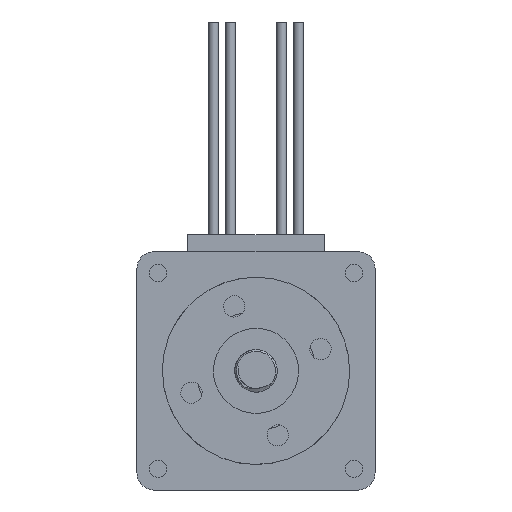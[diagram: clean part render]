
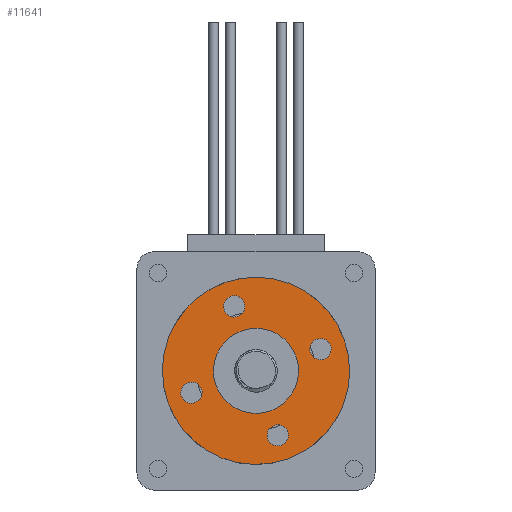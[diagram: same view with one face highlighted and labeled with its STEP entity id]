
A CAD part, front view. The second image highlights one B-rep face of the part: STEP entity #11641.
In plain terms, the highlighted face is planar.
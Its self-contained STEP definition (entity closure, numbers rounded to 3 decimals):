
#90 = EDGE_CURVE ( 'NONE', #6790, #7041, #834, .T. ) ;
#97 = VERTEX_POINT ( 'NONE', #1189 ) ;
#119 = EDGE_LOOP ( 'NONE', ( #18115, #3245 ) ) ;
#233 = AXIS2_PLACEMENT_3D ( 'NONE', #1644, #12055, #18814 ) ;
#427 = DIRECTION ( 'NONE',  ( 0., 0., 1. ) ) ;
#449 = CARTESIAN_POINT ( 'NONE',  ( 0., 3.5, 5. ) ) ;
#486 = CIRCLE ( 'NONE', #6184, 1.25 ) ;
#548 = PLANE ( 'NONE',  #5658 ) ;
#620 = EDGE_CURVE ( 'NONE', #19679, #17335, #12137, .T. ) ;
#631 = AXIS2_PLACEMENT_3D ( 'NONE', #15653, #3680, #10443 ) ;
#634 = DIRECTION ( 'NONE',  ( 0., 0., 1. ) ) ;
#834 = CIRCLE ( 'NONE', #13606, 1.25 ) ;
#891 = FACE_OUTER_BOUND ( 'NONE', #17508, .T. ) ;
#1189 = CARTESIAN_POINT ( 'NONE',  ( 0., 3.5, -11. ) ) ;
#1207 = CARTESIAN_POINT ( 'NONE',  ( 0., 3.5, -8. ) ) ;
#1220 = DIRECTION ( 'NONE',  ( 0., 0., 1. ) ) ;
#1302 = AXIS2_PLACEMENT_3D ( 'NONE', #21043, #2079, #634 ) ;
#1406 = DIRECTION ( 'NONE',  ( 0., 0., 1. ) ) ;
#1644 = CARTESIAN_POINT ( 'NONE',  ( 0., 3.5, 0. ) ) ;
#1656 = DIRECTION ( 'NONE',  ( 0., 0., 1. ) ) ;
#1698 = CARTESIAN_POINT ( 'NONE',  ( 0., 3.5, -6.75 ) ) ;
#1795 = CARTESIAN_POINT ( 'NONE',  ( 0., 3.5, -5. ) ) ;
#2079 = DIRECTION ( 'NONE',  ( 0., 1., 0. ) ) ;
#2436 = CARTESIAN_POINT ( 'NONE',  ( 0., 3.5, -8. ) ) ;
#2531 = DIRECTION ( 'NONE',  ( 0., 0., 1. ) ) ;
#2548 = DIRECTION ( 'NONE',  ( 0., 1., 0. ) ) ;
#2586 = VERTEX_POINT ( 'NONE', #9464 ) ;
#2812 = CARTESIAN_POINT ( 'NONE',  ( -8., 3.5, -1.25 ) ) ;
#2956 = DIRECTION ( 'NONE',  ( 0., 1., 0. ) ) ;
#3223 = CARTESIAN_POINT ( 'NONE',  ( 0., 3.5, 11. ) ) ;
#3245 = ORIENTED_EDGE ( 'NONE', *, *, #90, .F. ) ;
#3440 = CIRCLE ( 'NONE', #16551, 1.25 ) ;
#3680 = DIRECTION ( 'NONE',  ( 0., 1., 0. ) ) ;
#4222 = FACE_BOUND ( 'NONE', #119, .T. ) ;
#4589 = ORIENTED_EDGE ( 'NONE', *, *, #4745, .F. ) ;
#4745 = EDGE_CURVE ( 'NONE', #2586, #20886, #19842, .T. ) ;
#5082 = DIRECTION ( 'NONE',  ( 0., 1., 0. ) ) ;
#5171 = CARTESIAN_POINT ( 'NONE',  ( -8., 3.5, 0. ) ) ;
#5441 = DIRECTION ( 'NONE',  ( 0., 1., 0. ) ) ;
#5658 = AXIS2_PLACEMENT_3D ( 'NONE', #19515, #17752, #17640 ) ;
#5792 = FACE_BOUND ( 'NONE', #11271, .T. ) ;
#6109 = DIRECTION ( 'NONE',  ( 0., 0., 1. ) ) ;
#6184 = AXIS2_PLACEMENT_3D ( 'NONE', #9318, #21504, #1220 ) ;
#6365 = VERTEX_POINT ( 'NONE', #3223 ) ;
#6790 = VERTEX_POINT ( 'NONE', #12250 ) ;
#7041 = VERTEX_POINT ( 'NONE', #16023 ) ;
#7423 = EDGE_LOOP ( 'NONE', ( #19237, #14488 ) ) ;
#7447 = EDGE_CURVE ( 'NONE', #8341, #13158, #9176, .T. ) ;
#7646 = DIRECTION ( 'NONE',  ( 0., 1., 0. ) ) ;
#8019 = ORIENTED_EDGE ( 'NONE', *, *, #620, .F. ) ;
#8328 = CARTESIAN_POINT ( 'NONE',  ( 8., 3.5, 1.25 ) ) ;
#8341 = VERTEX_POINT ( 'NONE', #18479 ) ;
#8533 = ORIENTED_EDGE ( 'NONE', *, *, #21913, .T. ) ;
#8952 = AXIS2_PLACEMENT_3D ( 'NONE', #5171, #16692, #19924 ) ;
#8967 = AXIS2_PLACEMENT_3D ( 'NONE', #20162, #5082, #16604 ) ;
#9176 = CIRCLE ( 'NONE', #14819, 1.25 ) ;
#9318 = CARTESIAN_POINT ( 'NONE',  ( 8., 3.5, 0. ) ) ;
#9332 = CIRCLE ( 'NONE', #14983, 5. ) ;
#9464 = CARTESIAN_POINT ( 'NONE',  ( 0., 3.5, -9.25 ) ) ;
#10443 = DIRECTION ( 'NONE',  ( 0., 0., 1. ) ) ;
#10860 = FACE_BOUND ( 'NONE', #16012, .T. ) ;
#11271 = EDGE_LOOP ( 'NONE', ( #20771, #4589 ) ) ;
#11341 = VERTEX_POINT ( 'NONE', #1795 ) ;
#11641 = ADVANCED_FACE ( 'NONE', ( #5792, #20966, #4222, #10860, #21184, #891 ), #548, .T. ) ;
#12052 = ORIENTED_EDGE ( 'NONE', *, *, #17802, .T. ) ;
#12055 = DIRECTION ( 'NONE',  ( 0., 1., 0. ) ) ;
#12137 = CIRCLE ( 'NONE', #8952, 1.25 ) ;
#12250 = CARTESIAN_POINT ( 'NONE',  ( 0., 3.5, 6.75 ) ) ;
#12322 = AXIS2_PLACEMENT_3D ( 'NONE', #1207, #2548, #6109 ) ;
#12666 = DIRECTION ( 'NONE',  ( 0., 1., 0. ) ) ;
#13158 = VERTEX_POINT ( 'NONE', #8328 ) ;
#13450 = ORIENTED_EDGE ( 'NONE', *, *, #18812, .F. ) ;
#13552 = EDGE_CURVE ( 'NONE', #21044, #11341, #9332, .T. ) ;
#13606 = AXIS2_PLACEMENT_3D ( 'NONE', #16601, #2956, #1406 ) ;
#13822 = EDGE_CURVE ( 'NONE', #7041, #6790, #19234, .T. ) ;
#13926 = CARTESIAN_POINT ( 'NONE',  ( -8., 3.5, 1.25 ) ) ;
#14488 = ORIENTED_EDGE ( 'NONE', *, *, #7447, .F. ) ;
#14521 = EDGE_CURVE ( 'NONE', #13158, #8341, #486, .T. ) ;
#14801 = CIRCLE ( 'NONE', #12322, 1.25 ) ;
#14819 = AXIS2_PLACEMENT_3D ( 'NONE', #15884, #12666, #20759 ) ;
#14983 = AXIS2_PLACEMENT_3D ( 'NONE', #17613, #7646, #2531 ) ;
#15467 = CIRCLE ( 'NONE', #1302, 5. ) ;
#15653 = CARTESIAN_POINT ( 'NONE',  ( 0., 3.5, 0. ) ) ;
#15884 = CARTESIAN_POINT ( 'NONE',  ( 8., 3.5, 0. ) ) ;
#16012 = EDGE_LOOP ( 'NONE', ( #8019, #13450 ) ) ;
#16023 = CARTESIAN_POINT ( 'NONE',  ( 0., 3.5, 9.25 ) ) ;
#16551 = AXIS2_PLACEMENT_3D ( 'NONE', #17052, #18508, #1656 ) ;
#16601 = CARTESIAN_POINT ( 'NONE',  ( 0., 3.5, 8. ) ) ;
#16604 = DIRECTION ( 'NONE',  ( 0., 0., 1. ) ) ;
#16692 = DIRECTION ( 'NONE',  ( 0., 1., 0. ) ) ;
#17052 = CARTESIAN_POINT ( 'NONE',  ( -8., 3.5, 0. ) ) ;
#17241 = CIRCLE ( 'NONE', #233, 11. ) ;
#17335 = VERTEX_POINT ( 'NONE', #2812 ) ;
#17508 = EDGE_LOOP ( 'NONE', ( #12052, #8533 ) ) ;
#17613 = CARTESIAN_POINT ( 'NONE',  ( 0., 3.5, 0. ) ) ;
#17640 = DIRECTION ( 'NONE',  ( 0., 0., 1. ) ) ;
#17752 = DIRECTION ( 'NONE',  ( 0., 1., 0. ) ) ;
#17802 = EDGE_CURVE ( 'NONE', #97, #6365, #21524, .T. ) ;
#18115 = ORIENTED_EDGE ( 'NONE', *, *, #13822, .F. ) ;
#18137 = EDGE_CURVE ( 'NONE', #20886, #2586, #14801, .T. ) ;
#18479 = CARTESIAN_POINT ( 'NONE',  ( 8., 3.5, -1.25 ) ) ;
#18508 = DIRECTION ( 'NONE',  ( 0., 1., 0. ) ) ;
#18812 = EDGE_CURVE ( 'NONE', #17335, #19679, #3440, .T. ) ;
#18814 = DIRECTION ( 'NONE',  ( 0., 0., 1. ) ) ;
#18831 = ORIENTED_EDGE ( 'NONE', *, *, #13552, .F. ) ;
#19098 = EDGE_CURVE ( 'NONE', #11341, #21044, #15467, .T. ) ;
#19234 = CIRCLE ( 'NONE', #8967, 1.25 ) ;
#19237 = ORIENTED_EDGE ( 'NONE', *, *, #14521, .F. ) ;
#19467 = ORIENTED_EDGE ( 'NONE', *, *, #19098, .F. ) ;
#19479 = AXIS2_PLACEMENT_3D ( 'NONE', #2436, #5441, #427 ) ;
#19515 = CARTESIAN_POINT ( 'NONE',  ( 0., 3.5, 0. ) ) ;
#19679 = VERTEX_POINT ( 'NONE', #13926 ) ;
#19842 = CIRCLE ( 'NONE', #19479, 1.25 ) ;
#19924 = DIRECTION ( 'NONE',  ( 0., 0., 1. ) ) ;
#20162 = CARTESIAN_POINT ( 'NONE',  ( 0., 3.5, 8. ) ) ;
#20745 = EDGE_LOOP ( 'NONE', ( #19467, #18831 ) ) ;
#20759 = DIRECTION ( 'NONE',  ( 0., 0., 1. ) ) ;
#20771 = ORIENTED_EDGE ( 'NONE', *, *, #18137, .F. ) ;
#20886 = VERTEX_POINT ( 'NONE', #1698 ) ;
#20966 = FACE_BOUND ( 'NONE', #7423, .T. ) ;
#21043 = CARTESIAN_POINT ( 'NONE',  ( 0., 3.5, 0. ) ) ;
#21044 = VERTEX_POINT ( 'NONE', #449 ) ;
#21184 = FACE_BOUND ( 'NONE', #20745, .T. ) ;
#21504 = DIRECTION ( 'NONE',  ( 0., 1., 0. ) ) ;
#21524 = CIRCLE ( 'NONE', #631, 11. ) ;
#21913 = EDGE_CURVE ( 'NONE', #6365, #97, #17241, .T. ) ;
